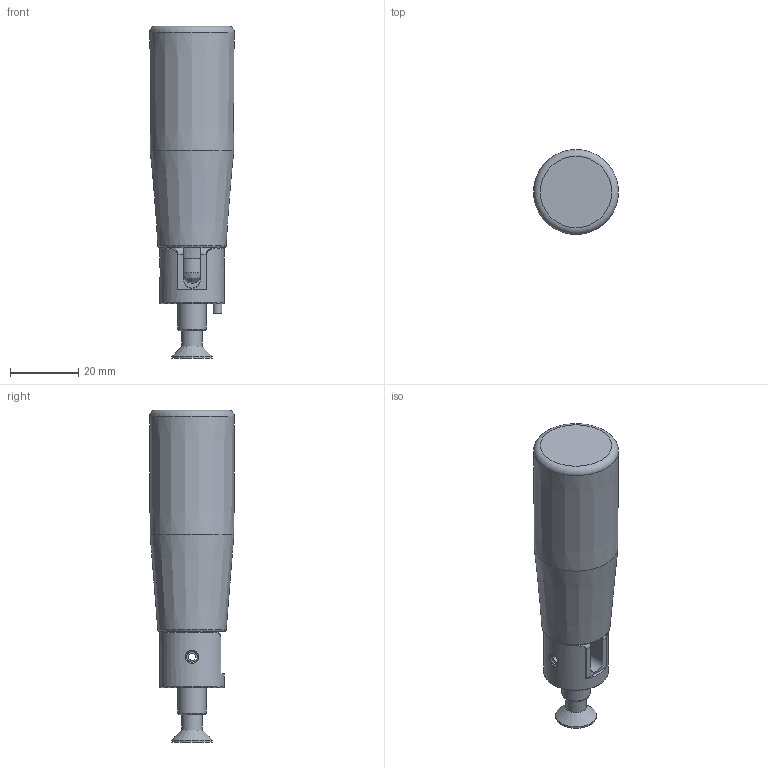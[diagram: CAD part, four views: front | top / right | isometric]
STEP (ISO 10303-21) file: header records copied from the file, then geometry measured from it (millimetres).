
FILE_DESCRIPTION( ( 'Unknown' ), '1' );
FILE_NAME( '6160010_MGRX25x65.stp', 'Unknown', ( 'Unknown' ), ( 'Unknown' ), 'PSStep 11.0', 'Unknown', ' ' );
FILE_SCHEMA( ( 'AUTOMOTIVE_DESIGN { 1 0 10303 214 1 1 1 1 }' ) );
Length unit declared in the file: millimetre
Products named in the file (1): 1833546
Bounding box: 24.98 x 24.98 x 97.5 mm (x, y, z)
Volume: 32698.3 mm3; surface area: 12333.4 mm2
Topology: 1 solids, 2 shells, 116 faces, 301 edges, 186 vertices
Faces by surface type: plane 60, cylinder 34, cone 11, bspline 6, torus 5
Full cylindrical faces by diameter (mm): 2.5 x1, 3.2 x1, 3.5 x1, 6 x2, 6.1 x1, 6.4 x1, 6.7 x1, 8.3 x1, 9 x1, 9.339 x1, 9.75 x1, 9.8 x1, 10.7 x1, 10.716 x1, 12 x1, 12.682 x1, 19 x1
Entity records: 5741 total; most frequent: CARTESIAN_POINT 2269, DIRECTION 514, ORIENTED_EDGE 488, EDGE_CURVE 244, AXIS2_PLACEMENT_3D 201, EDGE_LOOP 169, VERTEX_POINT 165, FACE_OUTER_BOUND 141
